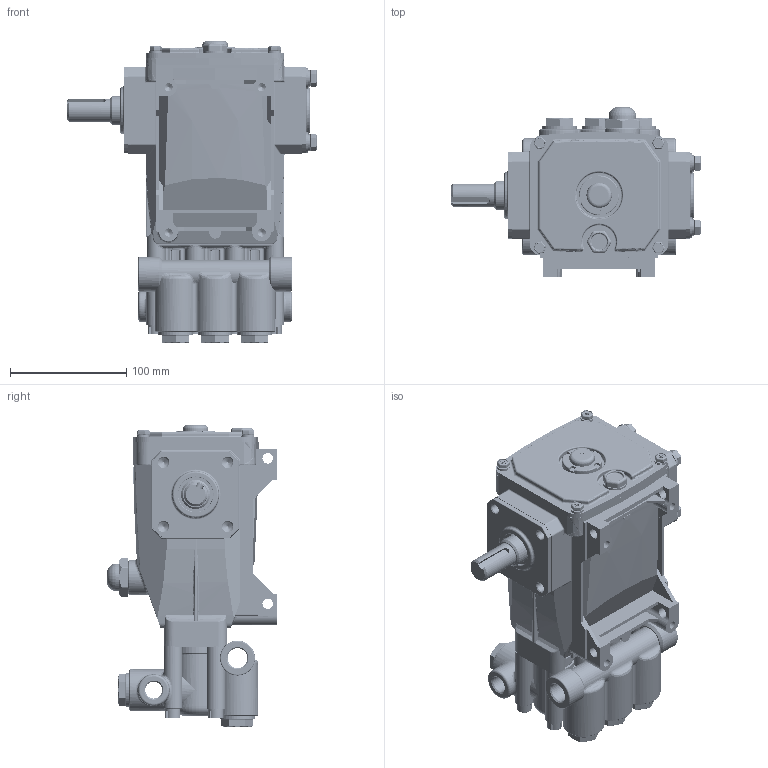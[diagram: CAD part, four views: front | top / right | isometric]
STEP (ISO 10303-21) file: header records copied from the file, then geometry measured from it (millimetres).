
FILE_DESCRIPTION (( 'STEP AP214' ), '1' );
FILE_NAME ('5CP2140WCS.STEP', '2011-02-23T18:28:06', ( 'Mary Jo Helmbrecht' ), ( 'DDC' ), 'SwSTEP 2.0', 'SolidWorks 2011', '' );
FILE_SCHEMA (( 'AUTOMOTIVE_DESIGN' ));
Length unit declared in the file: millimetre
Products named in the file (1): 5CP2140WCS
Bounding box: 214.3 x 146.2 x 259.25 mm (x, y, z)
Volume: 1410031.4 mm3; surface area: 497269 mm2
Topology: 34 solids, 34 shells, 5437 faces, 14731 edges, 9450 vertices
Faces by surface type: plane 3051, cylinder 1367, torus 451, bspline 303, cone 237, sphere 28
Entity records: 284083 total; most frequent: CARTESIAN_POINT 92002, ORIENTED_EDGE 29290, DIRECTION 26089, EDGE_CURVE 14645, AXIS2_PLACEMENT_3D 9738, VERTEX_POINT 9439, VECTOR 6613, LINE 6613
